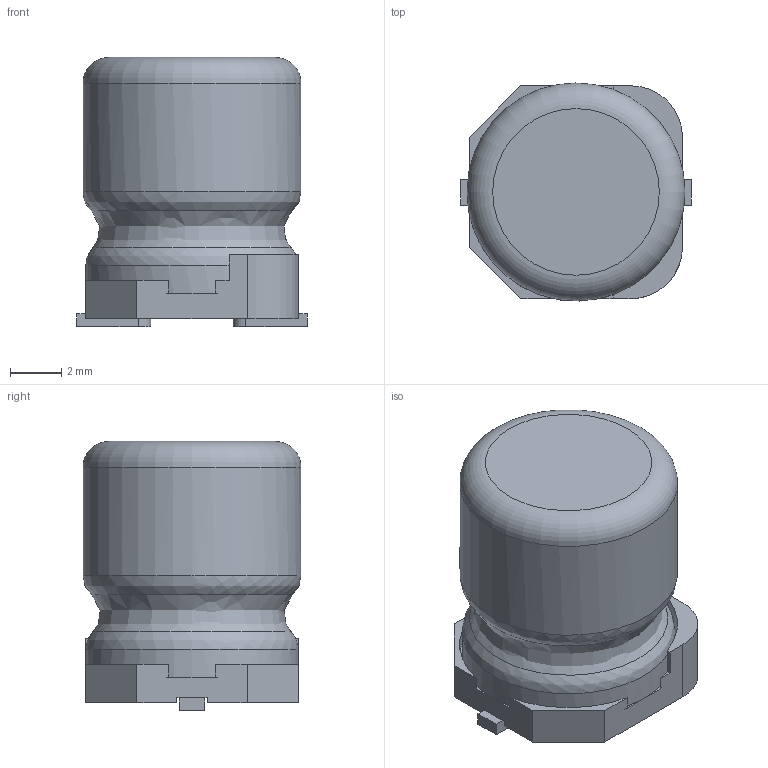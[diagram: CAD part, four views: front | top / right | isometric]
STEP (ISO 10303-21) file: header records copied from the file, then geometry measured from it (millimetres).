
FILE_DESCRIPTION(('Open CASCADE Model'),'2;1');
FILE_NAME('Open CASCADE Shape Model','2010-04-27T08:30:29',('Author'),( 'Open CASCADE'),'Open CASCADE STEP processor 6.3','Open CASCADE 6.3' ,'Unknown');
FILE_SCHEMA(('AUTOMOTIVE_DESIGN_CC2 { 1 2 10303 214 -1 1 5 4 }'));
Length unit declared in the file: millimetre
Products named in the file (1): Open CASCADE STEP translator 6.3 1
Bounding box: 9 x 8.5 x 10.5 mm (x, y, z)
Volume: 560.2 mm3; surface area: 444.2 mm2
Topology: 1 solids, 1 shells, 48 faces, 129 edges, 83 vertices
Faces by surface type: plane 34, cylinder 10, bspline 3, torus 1
Full cylindrical faces by diameter (mm): 8.3 x1, 8.5 x1
Entity records: 6019 total; most frequent: CARTESIAN_POINT 3557, DIRECTION 423, LINE 262, VECTOR 262, ORIENTED_EDGE 258, PCURVE 258, DEFINITIONAL_REPRESENTATION 258, EDGE_CURVE 129
